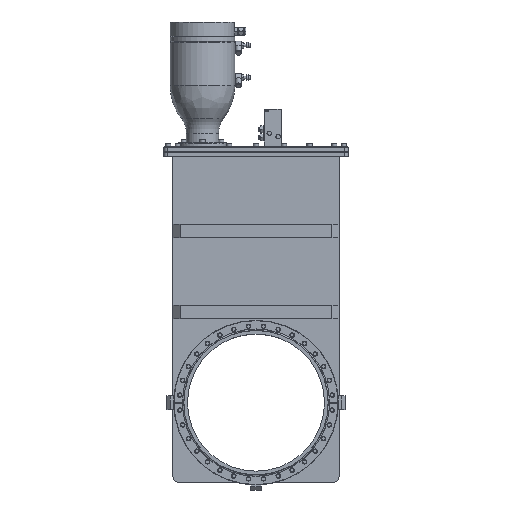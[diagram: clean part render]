
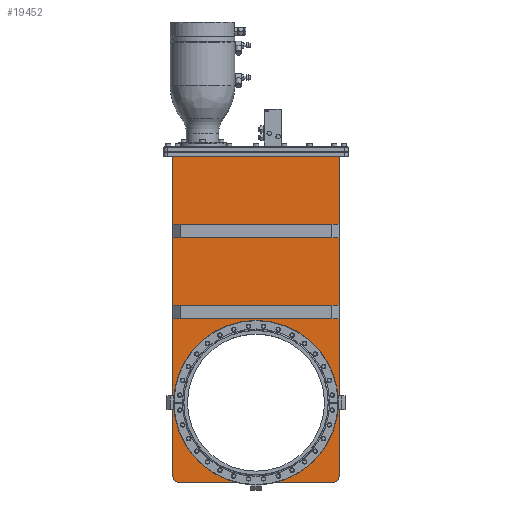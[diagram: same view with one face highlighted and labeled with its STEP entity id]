
A CAD part, top view. The second image highlights one B-rep face of the part: STEP entity #19452.
In plain terms, the highlighted planar face has unit normal (0, 0, 1).
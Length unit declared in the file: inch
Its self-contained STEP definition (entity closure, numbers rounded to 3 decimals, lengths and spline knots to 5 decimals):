
#3796=DIRECTION('',(0.,-1.,0.));
#3797=VECTOR('',#3796,1.);
#3798=CARTESIAN_POINT('',(-6.04,7.12,0.827));
#3799=LINE('',#3798,#3797);
#3800=DIRECTION('',(1.,0.,0.));
#3801=VECTOR('',#3800,12.08);
#3802=CARTESIAN_POINT('',(-6.04,6.12,0.827));
#3803=LINE('',#3802,#3801);
#3804=DIRECTION('',(0.,1.,0.));
#3805=VECTOR('',#3804,1.);
#3806=CARTESIAN_POINT('',(6.04,6.12,0.827));
#3807=LINE('',#3806,#3805);
#3808=DIRECTION('',(-1.,0.,0.));
#3809=VECTOR('',#3808,12.08);
#3810=CARTESIAN_POINT('',(6.04,7.12,0.827));
#3811=LINE('',#3810,#3809);
#3812=DIRECTION('',(0.,-1.,0.));
#3813=VECTOR('',#3812,1.);
#3814=CARTESIAN_POINT('',(-6.04,13.03,0.827));
#3815=LINE('',#3814,#3813);
#3816=DIRECTION('',(1.,0.,0.));
#3817=VECTOR('',#3816,12.08);
#3818=CARTESIAN_POINT('',(-6.04,12.03,0.827));
#3819=LINE('',#3818,#3817);
#3820=DIRECTION('',(0.,1.,0.));
#3821=VECTOR('',#3820,1.);
#3822=CARTESIAN_POINT('',(6.04,12.03,0.827));
#3823=LINE('',#3822,#3821);
#3824=DIRECTION('',(-1.,0.,0.));
#3825=VECTOR('',#3824,12.08);
#3826=CARTESIAN_POINT('',(6.04,13.03,0.827));
#3827=LINE('',#3826,#3825);
#3828=DIRECTION('',(-1.,0.,0.));
#3829=VECTOR('',#3828,4.24822);
#3830=CARTESIAN_POINT('',(5.6095,-5.823,0.827));
#3831=LINE('',#3830,#3829);
#3832=CARTESIAN_POINT('',(0.,0.,0.827));
#3833=DIRECTION('',(0.,0.,-1.));
#3834=DIRECTION('',(0.,1.,0.));
#3835=AXIS2_PLACEMENT_3D('',#3832,#3833,#3834);
#3837=CARTESIAN_POINT('',(0.,0.,0.827));
#3838=DIRECTION('',(0.,0.,1.));
#3839=DIRECTION('',(0.,1.,0.));
#3840=AXIS2_PLACEMENT_3D('',#3837,#3838,#3839);
#3842=DIRECTION('',(-1.,0.,0.));
#3843=VECTOR('',#3842,4.24822);
#3844=CARTESIAN_POINT('',(-1.36128,-5.823,0.827));
#3845=LINE('',#3844,#3843);
#3846=CARTESIAN_POINT('',(-5.6095,-5.375,0.827));
#3847=DIRECTION('',(0.,0.,1.));
#3848=DIRECTION('',(-1.,0.,0.));
#3849=AXIS2_PLACEMENT_3D('',#3846,#3847,#3848);
#3851=DIRECTION('',(0.,-1.,0.));
#3852=VECTOR('',#3851,23.31);
#3853=CARTESIAN_POINT('',(-6.0575,17.935,0.827));
#3854=LINE('',#3853,#3852);
#3855=DIRECTION('',(1.,0.,0.));
#3856=VECTOR('',#3855,12.115);
#3857=CARTESIAN_POINT('',(-6.0575,17.935,0.827));
#3858=LINE('',#3857,#3856);
#3859=DIRECTION('',(0.,1.,0.));
#3860=VECTOR('',#3859,23.31);
#3861=CARTESIAN_POINT('',(6.0575,-5.375,0.827));
#3862=LINE('',#3861,#3860);
#3863=CARTESIAN_POINT('',(5.6095,-5.375,0.827));
#3864=DIRECTION('',(0.,0.,1.));
#3865=DIRECTION('',(0.,-1.,0.));
#3866=AXIS2_PLACEMENT_3D('',#3863,#3864,#3865);
#10906=CARTESIAN_POINT('',(5.6095,-5.823,0.827));
#10907=VERTEX_POINT('',#10906);
#10908=CARTESIAN_POINT('',(6.0575,-5.375,0.827));
#10909=VERTEX_POINT('',#10908);
#10922=CARTESIAN_POINT('',(-6.0575,-5.375,0.827));
#10923=VERTEX_POINT('',#10922);
#10924=CARTESIAN_POINT('',(-5.6095,-5.823,0.827));
#10925=VERTEX_POINT('',#10924);
#10930=CARTESIAN_POINT('',(-6.0575,17.935,0.827));
#10931=CARTESIAN_POINT('',(6.0575,17.935,0.827));
#10932=VERTEX_POINT('',#10930);
#10933=VERTEX_POINT('',#10931);
#10998=CARTESIAN_POINT('',(-6.04,7.12,0.827));
#10999=CARTESIAN_POINT('',(-6.04,6.12,0.827));
#11000=VERTEX_POINT('',#10998);
#11001=VERTEX_POINT('',#10999);
#11002=CARTESIAN_POINT('',(6.04,6.12,0.827));
#11003=VERTEX_POINT('',#11002);
#11004=CARTESIAN_POINT('',(6.04,7.12,0.827));
#11005=VERTEX_POINT('',#11004);
#11006=CARTESIAN_POINT('',(-6.04,13.03,0.827));
#11007=CARTESIAN_POINT('',(-6.04,12.03,0.827));
#11008=VERTEX_POINT('',#11006);
#11009=VERTEX_POINT('',#11007);
#11010=CARTESIAN_POINT('',(6.04,12.03,0.827));
#11011=VERTEX_POINT('',#11010);
#11012=CARTESIAN_POINT('',(6.04,13.03,0.827));
#11013=VERTEX_POINT('',#11012);
#12314=CARTESIAN_POINT('',(1.36128,-5.823,0.827));
#12316=VERTEX_POINT('',#12314);
#12318=CARTESIAN_POINT('',(-1.36128,-5.823,0.827));
#12319=VERTEX_POINT('',#12318);
#12342=CARTESIAN_POINT('',(0.,5.98,0.827));
#12343=VERTEX_POINT('',#12342);
#19409=CARTESIAN_POINT('',(0.,0.,0.827));
#19410=DIRECTION('',(0.,0.,1.));
#19411=DIRECTION('',(1.,0.,0.));
#19412=AXIS2_PLACEMENT_3D('',#19409,#19410,#19411);
#19413=PLANE('',#19412);
#19414=ORIENTED_EDGE('',*,*,#19381,.T.);
#19416=ORIENTED_EDGE('',*,*,#19415,.F.);
#19418=ORIENTED_EDGE('',*,*,#19417,.T.);
#19419=ORIENTED_EDGE('',*,*,#19377,.T.);
#19421=ORIENTED_EDGE('',*,*,#19420,.F.);
#19423=ORIENTED_EDGE('',*,*,#19422,.F.);
#19425=ORIENTED_EDGE('',*,*,#19424,.T.);
#19427=ORIENTED_EDGE('',*,*,#19426,.F.);
#19429=ORIENTED_EDGE('',*,*,#19428,.F.);
#19430=EDGE_LOOP('',(#19414,#19416,#19418,#19419,#19421,#19423,#19425,#19427,
#19429));
#19431=FACE_OUTER_BOUND('',#19430,.F.);
#19433=ORIENTED_EDGE('',*,*,#19432,.T.);
#19435=ORIENTED_EDGE('',*,*,#19434,.T.);
#19437=ORIENTED_EDGE('',*,*,#19436,.T.);
#19439=ORIENTED_EDGE('',*,*,#19438,.T.);
#19440=EDGE_LOOP('',(#19433,#19435,#19437,#19439));
#19441=FACE_BOUND('',#19440,.F.);
#19443=ORIENTED_EDGE('',*,*,#19442,.T.);
#19445=ORIENTED_EDGE('',*,*,#19444,.T.);
#19447=ORIENTED_EDGE('',*,*,#19446,.T.);
#19449=ORIENTED_EDGE('',*,*,#19448,.T.);
#19450=EDGE_LOOP('',(#19443,#19445,#19447,#19449));
#19451=FACE_BOUND('',#19450,.F.);
#3836=CIRCLE('',#3835,5.98);
#3841=CIRCLE('',#3840,5.98);
#3850=CIRCLE('',#3849,0.448);
#3867=CIRCLE('',#3866,0.448);
#19377=EDGE_CURVE('',#12319,#10925,#3845,.T.);
#19381=EDGE_CURVE('',#10907,#12316,#3831,.T.);
#19415=EDGE_CURVE('',#12343,#12316,#3836,.T.);
#19417=EDGE_CURVE('',#12343,#12319,#3841,.T.);
#19420=EDGE_CURVE('',#10923,#10925,#3850,.T.);
#19422=EDGE_CURVE('',#10932,#10923,#3854,.T.);
#19424=EDGE_CURVE('',#10932,#10933,#3858,.T.);
#19426=EDGE_CURVE('',#10909,#10933,#3862,.T.);
#19428=EDGE_CURVE('',#10907,#10909,#3867,.T.);
#19432=EDGE_CURVE('',#11008,#11009,#3815,.T.);
#19434=EDGE_CURVE('',#11009,#11011,#3819,.T.);
#19436=EDGE_CURVE('',#11011,#11013,#3823,.T.);
#19438=EDGE_CURVE('',#11013,#11008,#3827,.T.);
#19442=EDGE_CURVE('',#11000,#11001,#3799,.T.);
#19444=EDGE_CURVE('',#11001,#11003,#3803,.T.);
#19446=EDGE_CURVE('',#11003,#11005,#3807,.T.);
#19448=EDGE_CURVE('',#11005,#11000,#3811,.T.);
#19452=ADVANCED_FACE('',(#19431,#19441,#19451),#19413,.T.);
